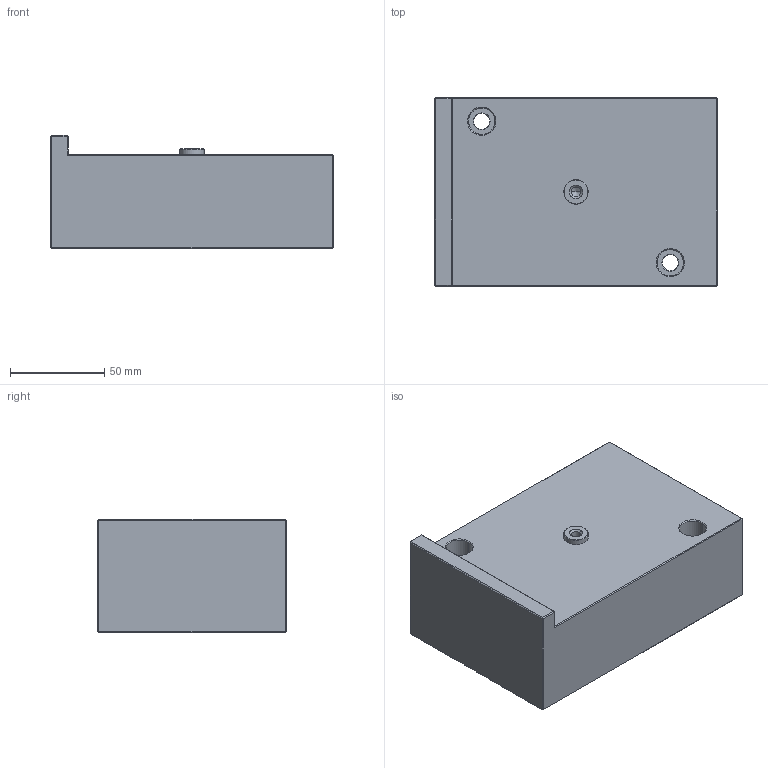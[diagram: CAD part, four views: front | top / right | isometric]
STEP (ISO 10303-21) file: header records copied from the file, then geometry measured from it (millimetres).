
FILE_DESCRIPTION(('STEP AP214'),'1');
FILE_NAME('result.step','2024-10-14T08:35:51',(' '),(' '),'Spatial InterOp 3D',' ',' ');
FILE_SCHEMA(('automotive_design'));
Length unit declared in the file: millimetre
Products named in the file (1): 001
Bounding box: 150 x 100 x 60 mm (x, y, z)
Volume: 748062 mm3; surface area: 60536 mm2
Topology: 1 solids, 1 shells, 64 faces, 131 edges, 71 vertices
Faces by surface type: plane 38, cone 14, cylinder 12
Entity records: 2153 total; most frequent: DIRECTION 295, CARTESIAN_POINT 265, ORIENTED_EDGE 258, EDGE_CURVE 129, AXIS2_PLACEMENT_3D 101, LINE 93, VECTOR 93, EDGE_LOOP 72
